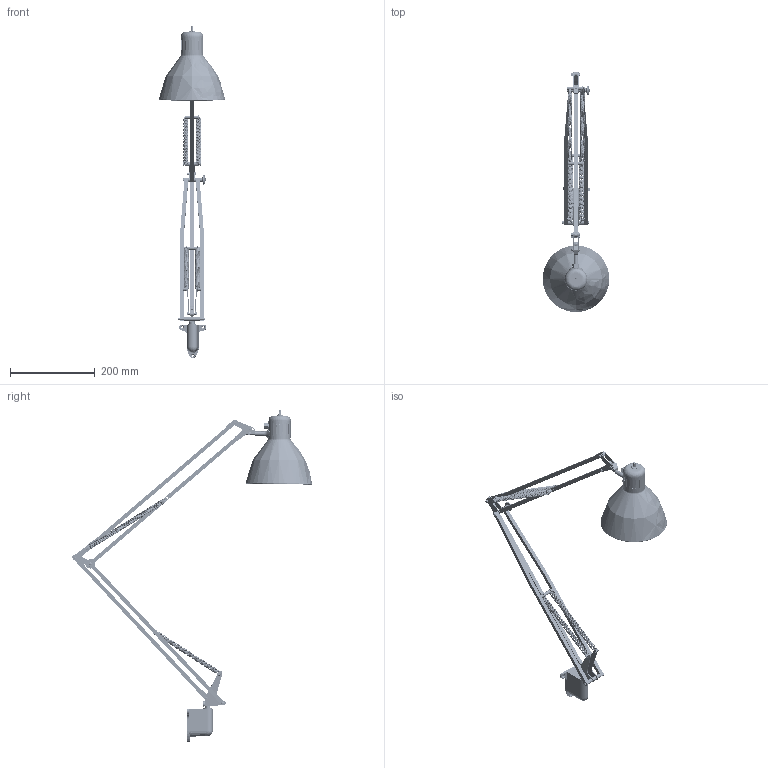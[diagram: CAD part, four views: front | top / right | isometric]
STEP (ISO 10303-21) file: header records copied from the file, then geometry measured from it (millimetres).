
FILE_DESCRIPTION(/* description */ (''),/* implementation_level */ '2;1');
FILE_NAME(/* name */ 'F810350xxxxxNE.stp',/* time_stamp */ '2020-01-23T14:25:42+01:00',/* author */ ('sghezzi'),/* organization */ (''),/* preprocessor_version */ 'ST-DEVELOPER v17.2',/* originating_system */ 'Autodesk Inventor 2019',/* authorisation */ '');
FILE_SCHEMA (('AUTOMOTIVE_DESIGN { 1 0 10303 214 3 1 1 }'));
Products named in the file (49): 8000; 007800010; 007800012; 007800005; 007800037; 065007300; 007800008; 007800007; 007800021; 062006000; 007800040; 007800026; 007800044; 003800000; 007800017; 007800042; 007800016; 007800002; 007800004; 007800013; 007800019; 007800024; 007800022; 007800003; 007800048-1; 007800048; 007800018; 007800000; 007800047; 007800015; 007800014; 007800009; 065007481; 007800046; 007800028; 007800124; 006600075; 005800000; 007800031; 065100705 ...
Assembly tree (73 placements, depth 3):
  8000
    007800010
    007800012  x2
    007800005
    007800037  x2
    007800020  x6
    065007300  x2
    007800008  x2
    007800007  x2
    007800021
    062006000
    007800006  x3
    007800040
    007800013  x3
    003800000  x4
    007800026  x2
    007800044
    007800017
    007800016  x4
    007800042
    007800002  x2
    007800004
    007800019
    007800024
    007800022
    007800003  x2
    007800048  x2
    007800048-1  x2
    007800018
    007800000
    007800047
    007800015
    007800014
    007800009
    065007481
    007800046
    007800028
    007800124
    006600075
    005800000
    007800031
    065100705
    060009000
    063022100
    050026000
    006800000
    8103 assieme attacco a parete
      8103_Attacco parete naska
      003800070
Bounding box: 157.51 x 568.44 x 785.87 mm (x, y, z)
Volume: 286434.2 mm3; surface area: 406909.6 mm2
Topology: 90 solids, 90 shells, 1561 faces, 4202 edges, 2860 vertices
Faces by surface type: plane 886, cylinder 524, cone 56, torus 55, bspline 21, sphere 19
Full cylindrical faces by diameter (mm): 1.5 x32, 3 x2, 3.1 x2, 3.5 x3, 3.6 x6, 4 x29, 4.15 x1, 4.2 x9, 4.4 x2, 4.5 x2, 4.9 x2, 4.917 x1, 5 x28, 5.2 x20, 5.4 x3, 5.9 x2, 6 x10, 6.4 x1, 7 x5, 7.2 x1, 8 x17, 8.376 x1, 8.8 x1, 8.917 x1, 9 x3, 9.5 x1, 9.8 x1, 10 x7, 10.5 x1, 10.8 x1
Entity records: 65837 total; most frequent: CARTESIAN_POINT 31436, DIRECTION 7247, ORIENTED_EDGE 6362, EDGE_CURVE 3181, AXIS2_PLACEMENT_3D 2922, VERTEX_POINT 2128, CIRCLE 1575, EDGE_LOOP 1417
